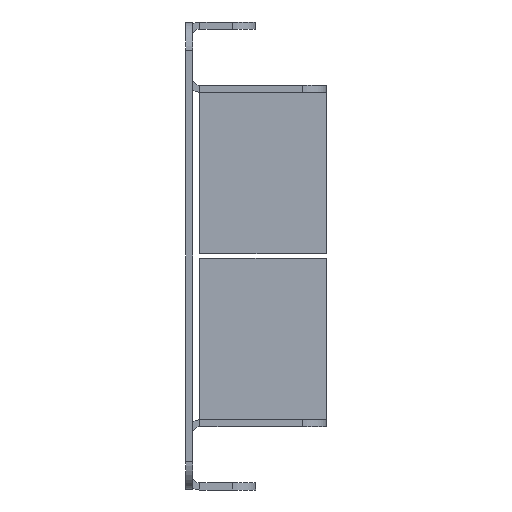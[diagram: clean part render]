
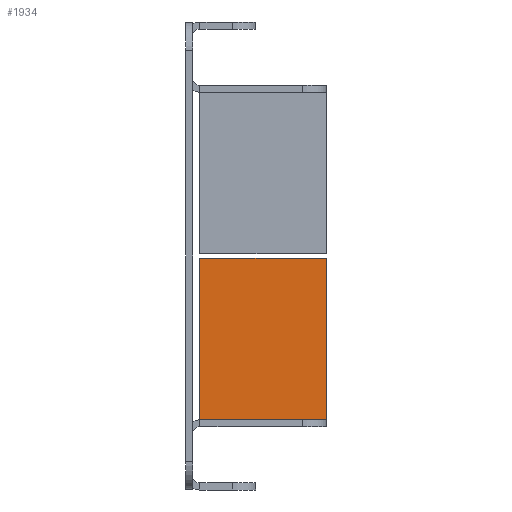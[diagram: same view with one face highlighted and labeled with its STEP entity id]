
A CAD part, left-side view. The second image highlights one B-rep face of the part: STEP entity #1934.
In plain terms, the highlighted planar face has unit normal (-1, 0, 0).
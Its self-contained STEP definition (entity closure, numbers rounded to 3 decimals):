
#115 = VECTOR ( 'NONE', #2756, 1000. ) ;
#179 = LINE ( 'NONE', #1529, #115 ) ;
#257 = DIRECTION ( 'NONE',  ( 0., 0., 1. ) ) ;
#349 = PLANE ( 'NONE',  #1334 ) ;
#394 = EDGE_CURVE ( 'NONE', #467, #1465, #1187, .T. ) ;
#400 = VERTEX_POINT ( 'NONE', #980 ) ;
#467 = VERTEX_POINT ( 'NONE', #1730 ) ;
#569 = DIRECTION ( 'NONE',  ( 0., 0., -1. ) ) ;
#619 = CARTESIAN_POINT ( 'NONE',  ( -393.5, 27., -17.25 ) ) ;
#730 = ORIENTED_EDGE ( 'NONE', *, *, #2336, .T. ) ;
#757 = CARTESIAN_POINT ( 'NONE',  ( -393.5, 27., 17.25 ) ) ;
#787 = CARTESIAN_POINT ( 'NONE',  ( -393.5, 27., 17.25 ) ) ;
#899 = LINE ( 'NONE', #1280, #2970 ) ;
#980 = CARTESIAN_POINT ( 'NONE',  ( -393.5, 0., -17.25 ) ) ;
#1078 = LINE ( 'NONE', #619, #1356 ) ;
#1174 = VECTOR ( 'NONE', #257, 1000. ) ;
#1187 = LINE ( 'NONE', #757, #1174 ) ;
#1280 = CARTESIAN_POINT ( 'NONE',  ( -393.5, 27., 17.25 ) ) ;
#1334 = AXIS2_PLACEMENT_3D ( 'NONE', #787, #2648, #569 ) ;
#1336 = DIRECTION ( 'NONE',  ( 0., -1., 0. ) ) ;
#1356 = VECTOR ( 'NONE', #1336, 1000. ) ;
#1465 = VERTEX_POINT ( 'NONE', #1919 ) ;
#1529 = CARTESIAN_POINT ( 'NONE',  ( -393.5, 0., 17.25 ) ) ;
#1591 = CARTESIAN_POINT ( 'NONE',  ( -393.5, 0., 17.25 ) ) ;
#1613 = ORIENTED_EDGE ( 'NONE', *, *, #2395, .F. ) ;
#1730 = CARTESIAN_POINT ( 'NONE',  ( -393.5, 27., -17.25 ) ) ;
#1919 = CARTESIAN_POINT ( 'NONE',  ( -393.5, 27., 17.25 ) ) ;
#1934 = ADVANCED_FACE ( 'NONE', ( #2876 ), #349, .F. ) ;
#1976 = ORIENTED_EDGE ( 'NONE', *, *, #394, .F. ) ;
#2285 = ORIENTED_EDGE ( 'NONE', *, *, #2345, .T. ) ;
#2336 = EDGE_CURVE ( 'NONE', #400, #2792, #179, .T. ) ;
#2345 = EDGE_CURVE ( 'NONE', #467, #400, #1078, .T. ) ;
#2395 = EDGE_CURVE ( 'NONE', #1465, #2792, #899, .T. ) ;
#2648 = DIRECTION ( 'NONE',  ( 1., 0., 0. ) ) ;
#2756 = DIRECTION ( 'NONE',  ( 0., 0., 1. ) ) ;
#2792 = VERTEX_POINT ( 'NONE', #1591 ) ;
#2876 = FACE_OUTER_BOUND ( 'NONE', #2937, .T. ) ;
#2937 = EDGE_LOOP ( 'NONE', ( #730, #1613, #1976, #2285 ) ) ;
#2938 = DIRECTION ( 'NONE',  ( 0., -1., 0. ) ) ;
#2970 = VECTOR ( 'NONE', #2938, 1000. ) ;
